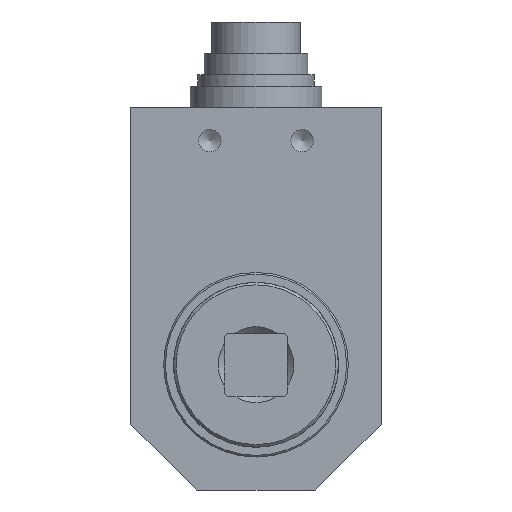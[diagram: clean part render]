
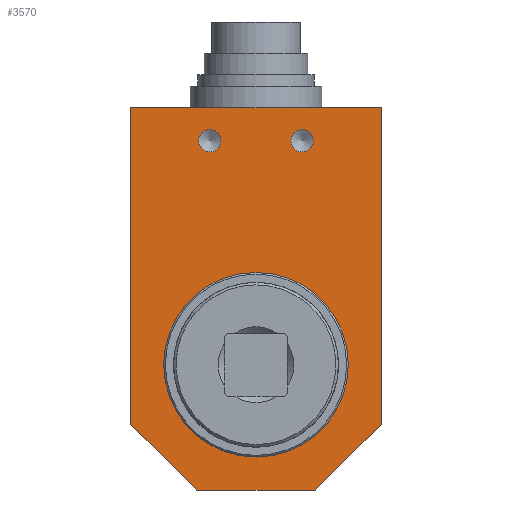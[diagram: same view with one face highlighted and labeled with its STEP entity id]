
A CAD part, left-side view. The second image highlights one B-rep face of the part: STEP entity #3570.
In plain terms, the highlighted planar face has unit normal (-1, 0, 0).
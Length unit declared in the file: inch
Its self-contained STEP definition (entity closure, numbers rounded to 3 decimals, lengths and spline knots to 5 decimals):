
#759=CARTESIAN_POINT('',(-0.865,-0.27756,1.01398));
#760=VERTEX_POINT('',#759);
#761=CARTESIAN_POINT('',(-0.865,-0.27756,0.94661));
#762=DIRECTION('',(1.0,0.0,0.0));
#763=DIRECTION('',(0.0,0.0,-1.0));
#764=AXIS2_PLACEMENT_3D('',#761,#762,#763);
#765=CIRCLE('',#764,0.06736);
#766=EDGE_CURVE('',#760,#760,#765,.T.);
#907=CARTESIAN_POINT('',(-0.865,0.27362,1.01398));
#908=VERTEX_POINT('',#907);
#909=CARTESIAN_POINT('',(-0.865,0.27362,0.94661));
#910=DIRECTION('',(1.0,0.0,0.0));
#911=DIRECTION('',(0.0,0.0,-1.0));
#912=AXIS2_PLACEMENT_3D('',#909,#910,#911);
#913=CIRCLE('',#912,0.06736);
#914=EDGE_CURVE('',#908,#908,#913,.T.);
#1036=CARTESIAN_POINT('',(-0.865,-0.00197,0.15921));
#1037=VERTEX_POINT('',#1036);
#1038=CARTESIAN_POINT('',(-0.865,-0.00197,-0.39197));
#1039=DIRECTION('',(1.0,0.0,0.0));
#1040=DIRECTION('',(0.0,0.0,-1.0));
#1041=AXIS2_PLACEMENT_3D('',#1038,#1039,#1040);
#1042=CIRCLE('',#1041,0.55118);
#1043=EDGE_CURVE('',#1037,#1037,#1042,.T.);
#3449=CARTESIAN_POINT('',(-0.865,0.35236,-1.14));
#3450=VERTEX_POINT('',#3449);
#3458=CARTESIAN_POINT('',(-0.865,-0.3563,-1.14));
#3459=VERTEX_POINT('',#3458);
#3466=CARTESIAN_POINT('',(-0.865,0.35236,-1.14));
#3467=DIRECTION('',(0.0,-1.0,0.0));
#3468=VECTOR('',#3467,0.70866);
#3469=LINE('',#3466,#3468);
#3470=EDGE_CURVE('',#3450,#3459,#3469,.T.);
#3480=CARTESIAN_POINT('',(-0.865,-0.75,-0.7463));
#3481=VERTEX_POINT('',#3480);
#3489=CARTESIAN_POINT('',(-0.865,-0.75,1.14346));
#3490=VERTEX_POINT('',#3489);
#3497=CARTESIAN_POINT('',(-0.865,-0.75,-0.7463));
#3498=DIRECTION('',(0.0,0.0,1.0));
#3499=VECTOR('',#3498,1.88976);
#3500=LINE('',#3497,#3499);
#3501=EDGE_CURVE('',#3481,#3490,#3500,.T.);
#3519=CARTESIAN_POINT('',(-0.865,-0.75,-0.7463));
#3520=DIRECTION('',(0.0,0.707,-0.707));
#3521=VECTOR('',#3520,0.55678);
#3522=LINE('',#3519,#3521);
#3523=EDGE_CURVE('',#3481,#3459,#3522,.T.);
#3529=CARTESIAN_POINT('',(-0.865,-0.00197,-0.23449));
#3530=DIRECTION('',(1.0,0.0,0.0));
#3531=DIRECTION('',(0.0,0.0,-1.0));
#3532=AXIS2_PLACEMENT_3D('',#3529,#3530,#3531);
#3533=PLANE('',#3532);
#3534=CARTESIAN_POINT('',(-0.865,0.74606,-0.7463));
#3535=VERTEX_POINT('',#3534);
#3536=CARTESIAN_POINT('',(-0.865,0.35236,-1.14));
#3537=DIRECTION('',(0.0,0.707,0.707));
#3538=VECTOR('',#3537,0.55678);
#3539=LINE('',#3536,#3538);
#3540=EDGE_CURVE('',#3450,#3535,#3539,.T.);
#3541=ORIENTED_EDGE('',*,*,#3540,.F.);
#3542=ORIENTED_EDGE('',*,*,#3470,.T.);
#3543=ORIENTED_EDGE('',*,*,#3523,.F.);
#3544=ORIENTED_EDGE('',*,*,#3501,.T.);
#3545=CARTESIAN_POINT('',(-0.865,0.74606,1.14346));
#3546=VERTEX_POINT('',#3545);
#3547=CARTESIAN_POINT('',(-0.865,0.74606,1.14346));
#3548=DIRECTION('',(0.0,-1.0,0.0));
#3549=VECTOR('',#3548,1.49606);
#3550=LINE('',#3547,#3549);
#3551=EDGE_CURVE('',#3546,#3490,#3550,.T.);
#3552=ORIENTED_EDGE('',*,*,#3551,.F.);
#3553=CARTESIAN_POINT('',(-0.865,0.74606,1.14346));
#3554=DIRECTION('',(0.0,0.0,-1.0));
#3555=VECTOR('',#3554,1.88976);
#3556=LINE('',#3553,#3555);
#3557=EDGE_CURVE('',#3546,#3535,#3556,.T.);
#3558=ORIENTED_EDGE('',*,*,#3557,.T.);
#3559=EDGE_LOOP('',(#3541,#3542,#3543,#3544,#3552,#3558));
#3560=FACE_OUTER_BOUND('',#3559,.T.);
#3561=ORIENTED_EDGE('',*,*,#914,.T.);
#3562=EDGE_LOOP('',(#3561));
#3563=FACE_BOUND('',#3562,.T.);
#3564=ORIENTED_EDGE('',*,*,#766,.T.);
#3565=EDGE_LOOP('',(#3564));
#3566=FACE_BOUND('',#3565,.T.);
#3567=ORIENTED_EDGE('',*,*,#1043,.T.);
#3568=EDGE_LOOP('',(#3567));
#3569=FACE_BOUND('',#3568,.T.);
#3570=ADVANCED_FACE('',(#3560,#3563,#3566,#3569),#3533,.F.);
